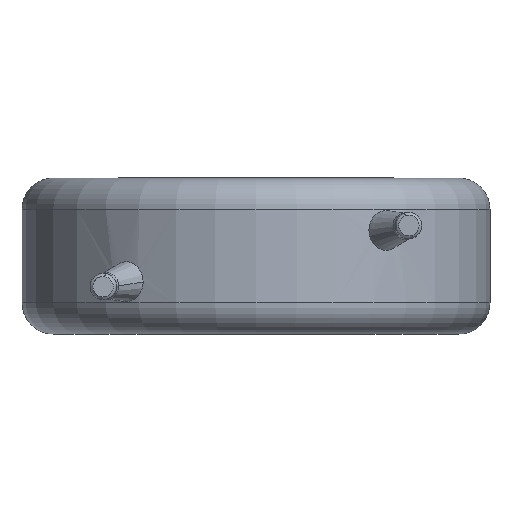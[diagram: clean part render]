
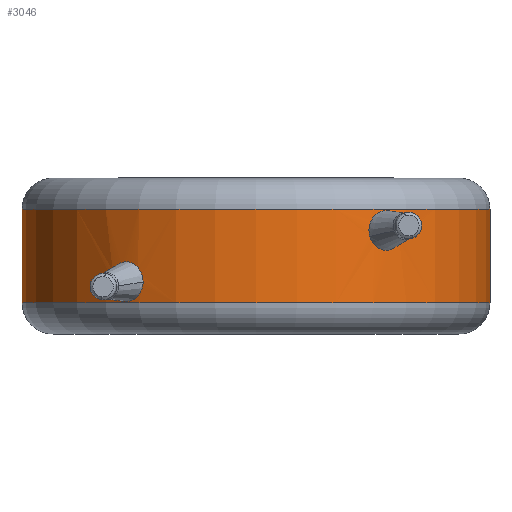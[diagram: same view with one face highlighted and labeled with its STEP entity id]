
A CAD part, front view. The second image highlights one B-rep face of the part: STEP entity #3046.
In plain terms, the highlighted cylindrical face has radius 7.5 mm (diameter 15 mm), a partial arc.
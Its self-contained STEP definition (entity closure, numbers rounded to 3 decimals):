
#8 = CARTESIAN_POINT ( 'NONE',  ( -4.029, -6.328, 1.039 ) ) ;
#14 = CARTESIAN_POINT ( 'NONE',  ( 4.121, -6.269, 3.979 ) ) ;
#20 = CARTESIAN_POINT ( 'NONE',  ( -3.684, -6.534, 1.337 ) ) ;
#49 = ORIENTED_EDGE ( 'NONE', *, *, #3321, .F. ) ;
#79 = CARTESIAN_POINT ( 'NONE',  ( 4.652, -5.883, 3.541 ) ) ;
#121 = CYLINDRICAL_SURFACE ( 'NONE', #231, 7.5 ) ;
#128 = DIRECTION ( 'NONE',  ( 0., 0., -1. ) ) ;
#139 = CIRCLE ( 'NONE', #413, 7.5 ) ;
#163 = B_SPLINE_CURVE_WITH_KNOTS ( 'NONE', 3,
 ( #3829, #1258, #4109, #601, #2879, #8, #1617, #20, #3328, #1705 ),
 .UNSPECIFIED., .F., .F.,
 ( 4, 2, 2, 2, 4 ),
 ( 0.003, 0.004, 0.004, 0.005, 0.005 ),
 .UNSPECIFIED. ) ;
#231 = AXIS2_PLACEMENT_3D ( 'NONE', #494, #1483, #1169 ) ;
#278 = CARTESIAN_POINT ( 'NONE',  ( 3.601, -6.579, 3.277 ) ) ;
#308 = FACE_BOUND ( 'NONE', #3779, .T. ) ;
#310 = EDGE_CURVE ( 'NONE', #2174, #613, #4056, .T. ) ;
#392 = CARTESIAN_POINT ( 'NONE',  ( 4.058, -6.309, 2.673 ) ) ;
#413 = AXIS2_PLACEMENT_3D ( 'NONE', #1818, #1476, #4111 ) ;
#494 = CARTESIAN_POINT ( 'NONE',  ( 0., 0., 5. ) ) ;
#509 = VERTEX_POINT ( 'NONE', #3448 ) ;
#577 = CARTESIAN_POINT ( 'NONE',  ( 4.652, -5.883, 3.541 ) ) ;
#601 = CARTESIAN_POINT ( 'NONE',  ( -4.438, -6.047, 1.111 ) ) ;
#613 = VERTEX_POINT ( 'NONE', #1537 ) ;
#717 = VERTEX_POINT ( 'NONE', #980 ) ;
#782 = VERTEX_POINT ( 'NONE', #1348 ) ;
#797 = CARTESIAN_POINT ( 'NONE',  ( 0., 0., 4. ) ) ;
#911 = CIRCLE ( 'NONE', #3565, 7.5 ) ;
#949 = CARTESIAN_POINT ( 'NONE',  ( 3.855, -6.435, 3.87 ) ) ;
#964 = CARTESIAN_POINT ( 'NONE',  ( 4.606, -5.92, 3.695 ) ) ;
#980 = CARTESIAN_POINT ( 'NONE',  ( -7.5, 0., 4. ) ) ;
#982 = CARTESIAN_POINT ( 'NONE',  ( -4.633, -5.899, 2.013 ) ) ;
#984 = CARTESIAN_POINT ( 'NONE',  ( 4.511, -5.994, 3.825 ) ) ;
#1012 = EDGE_CURVE ( 'NONE', #509, #3193, #1826, .T. ) ;
#1060 = DIRECTION ( 'NONE',  ( 0., 0., -1. ) ) ;
#1169 = DIRECTION ( 'NONE',  ( -1., 0., 0. ) ) ;
#1258 = CARTESIAN_POINT ( 'NONE',  ( -4.682, -5.859, 1.508 ) ) ;
#1320 = B_SPLINE_CURVE_WITH_KNOTS ( 'NONE', 3,
 ( #1926, #964, #984, #3244, #14, #949, #2872, #2207, #278, #3513 ),
 .UNSPECIFIED., .F., .F.,
 ( 4, 2, 2, 2, 4 ),
 ( 0.002, 0.003, 0.003, 0.004, 0.004 ),
 .UNSPECIFIED. ) ;
#1348 = CARTESIAN_POINT ( 'NONE',  ( -4.685, -5.857, 1.674 ) ) ;
#1362 = CARTESIAN_POINT ( 'NONE',  ( -7.5, 0., 1. ) ) ;
#1408 = EDGE_CURVE ( 'NONE', #717, #2817, #2685, .T. ) ;
#1410 = CARTESIAN_POINT ( 'NONE',  ( -4.685, -5.857, 1.674 ) ) ;
#1411 = CARTESIAN_POINT ( 'NONE',  ( 3.8, -6.468, 2.822 ) ) ;
#1455 = VECTOR ( 'NONE', #1060, 1000. ) ;
#1471 = VECTOR ( 'NONE', #1547, 1000. ) ;
#1476 = DIRECTION ( 'NONE',  ( 0., 0., 1. ) ) ;
#1483 = DIRECTION ( 'NONE',  ( 0., 0., -1. ) ) ;
#1504 = EDGE_CURVE ( 'NONE', #782, #3670, #163, .T. ) ;
#1537 = CARTESIAN_POINT ( 'NONE',  ( 7.5, 0., 1. ) ) ;
#1547 = DIRECTION ( 'NONE',  ( 0., 0., -1. ) ) ;
#1617 = CARTESIAN_POINT ( 'NONE',  ( -3.888, -6.415, 1.106 ) ) ;
#1660 = CARTESIAN_POINT ( 'NONE',  ( 3.647, -6.554, 3.12 ) ) ;
#1671 = CARTESIAN_POINT ( 'NONE',  ( 4.473, -6.022, 2.772 ) ) ;
#1695 = ORIENTED_EDGE ( 'NONE', *, *, #1504, .F. ) ;
#1705 = CARTESIAN_POINT ( 'NONE',  ( -3.618, -6.569, 1.667 ) ) ;
#1818 = CARTESIAN_POINT ( 'NONE',  ( 0., 0., 1. ) ) ;
#1826 = B_SPLINE_CURVE_WITH_KNOTS ( 'NONE', 3,
 ( #1660, #2311, #1411, #392, #3614, #1671, #2345, #3645, #3997, #79 ),
 .UNSPECIFIED., .F., .F.,
 ( 4, 2, 2, 2, 4 ),
 ( 0., 0.001, 0.001, 0.002, 0.002 ),
 .UNSPECIFIED. ) ;
#1926 = CARTESIAN_POINT ( 'NONE',  ( 4.652, -5.883, 3.541 ) ) ;
#1929 = FACE_OUTER_BOUND ( 'NONE', #3264, .T. ) ;
#1996 = DIRECTION ( 'NONE',  ( 1., 0., 0. ) ) ;
#2174 = VERTEX_POINT ( 'NONE', #2830 ) ;
#2207 = CARTESIAN_POINT ( 'NONE',  ( 3.612, -6.573, 3.456 ) ) ;
#2247 = CARTESIAN_POINT ( 'NONE',  ( -4.442, -6.044, 2.251 ) ) ;
#2311 = CARTESIAN_POINT ( 'NONE',  ( 3.694, -6.527, 2.959 ) ) ;
#2345 = CARTESIAN_POINT ( 'NONE',  ( 4.581, -5.939, 2.893 ) ) ;
#2346 = CARTESIAN_POINT ( 'NONE',  ( -4.305, -6.144, 2.319 ) ) ;
#2643 = CARTESIAN_POINT ( 'NONE',  ( -7.5, 0., 5. ) ) ;
#2685 = LINE ( 'NONE', #2643, #1471 ) ;
#2817 = VERTEX_POINT ( 'NONE', #1362 ) ;
#2830 = CARTESIAN_POINT ( 'NONE',  ( 7.5, 0., 4. ) ) ;
#2872 = CARTESIAN_POINT ( 'NONE',  ( 3.739, -6.502, 3.752 ) ) ;
#2879 = CARTESIAN_POINT ( 'NONE',  ( -4.306, -6.143, 1.042 ) ) ;
#2880 = ORIENTED_EDGE ( 'NONE', *, *, #1012, .F. ) ;
#2883 = ORIENTED_EDGE ( 'NONE', *, *, #310, .F. ) ;
#2906 = EDGE_CURVE ( 'NONE', #2174, #717, #911, .T. ) ;
#2914 = EDGE_CURVE ( 'NONE', #3670, #782, #3820, .T. ) ;
#3046 = ADVANCED_FACE ( 'NONE', ( #1929, #3986, #308 ), #121, .T. ) ;
#3060 = CARTESIAN_POINT ( 'NONE',  ( -3.882, -6.418, 2.247 ) ) ;
#3094 = ORIENTED_EDGE ( 'NONE', *, *, #2906, .T. ) ;
#3120 = CARTESIAN_POINT ( 'NONE',  ( -3.616, -6.571, 1.836 ) ) ;
#3128 = ORIENTED_EDGE ( 'NONE', *, *, #3566, .T. ) ;
#3193 = VERTEX_POINT ( 'NONE', #577 ) ;
#3244 = CARTESIAN_POINT ( 'NONE',  ( 4.267, -6.17, 3.968 ) ) ;
#3263 = CARTESIAN_POINT ( 'NONE',  ( -4.687, -5.855, 1.844 ) ) ;
#3264 = EDGE_LOOP ( 'NONE', ( #2883, #3094, #3456, #3128 ) ) ;
#3321 = EDGE_CURVE ( 'NONE', #3193, #509, #1320, .T. ) ;
#3328 = CARTESIAN_POINT ( 'NONE',  ( -3.621, -6.568, 1.502 ) ) ;
#3420 = CARTESIAN_POINT ( 'NONE',  ( -4.025, -6.331, 2.317 ) ) ;
#3448 = CARTESIAN_POINT ( 'NONE',  ( 3.647, -6.554, 3.12 ) ) ;
#3456 = ORIENTED_EDGE ( 'NONE', *, *, #1408, .T. ) ;
#3485 = CARTESIAN_POINT ( 'NONE',  ( -3.618, -6.569, 1.667 ) ) ;
#3513 = CARTESIAN_POINT ( 'NONE',  ( 3.647, -6.554, 3.12 ) ) ;
#3565 = AXIS2_PLACEMENT_3D ( 'NONE', #797, #128, #1996 ) ;
#3566 = EDGE_CURVE ( 'NONE', #2817, #613, #139, .T. ) ;
#3614 = CARTESIAN_POINT ( 'NONE',  ( 4.21, -6.209, 2.662 ) ) ;
#3645 = CARTESIAN_POINT ( 'NONE',  ( 4.695, -5.849, 3.2 ) ) ;
#3670 = VERTEX_POINT ( 'NONE', #3485 ) ;
#3779 = EDGE_LOOP ( 'NONE', ( #1695, #3936 ) ) ;
#3796 = CARTESIAN_POINT ( 'NONE',  ( -3.675, -6.539, 2.005 ) ) ;
#3820 = B_SPLINE_CURVE_WITH_KNOTS ( 'NONE', 3,
 ( #4168, #3120, #3796, #3060, #3420, #2346, #2247, #982, #3263, #1410 ),
 .UNSPECIFIED., .F., .F.,
 ( 4, 2, 2, 2, 4 ),
 ( 0.001, 0.002, 0.002, 0.003, 0.003 ),
 .UNSPECIFIED. ) ;
#3829 = CARTESIAN_POINT ( 'NONE',  ( -4.685, -5.857, 1.674 ) ) ;
#3936 = ORIENTED_EDGE ( 'NONE', *, *, #2914, .F. ) ;
#3986 = FACE_BOUND ( 'NONE', #4167, .T. ) ;
#3997 = CARTESIAN_POINT ( 'NONE',  ( 4.699, -5.846, 3.383 ) ) ;
#3999 = CARTESIAN_POINT ( 'NONE',  ( 7.5, 0., 5. ) ) ;
#4056 = LINE ( 'NONE', #3999, #1455 ) ;
#4109 = CARTESIAN_POINT ( 'NONE',  ( -4.627, -5.904, 1.345 ) ) ;
#4111 = DIRECTION ( 'NONE',  ( 1., 0., 0. ) ) ;
#4167 = EDGE_LOOP ( 'NONE', ( #49, #2880 ) ) ;
#4168 = CARTESIAN_POINT ( 'NONE',  ( -3.618, -6.569, 1.667 ) ) ;
